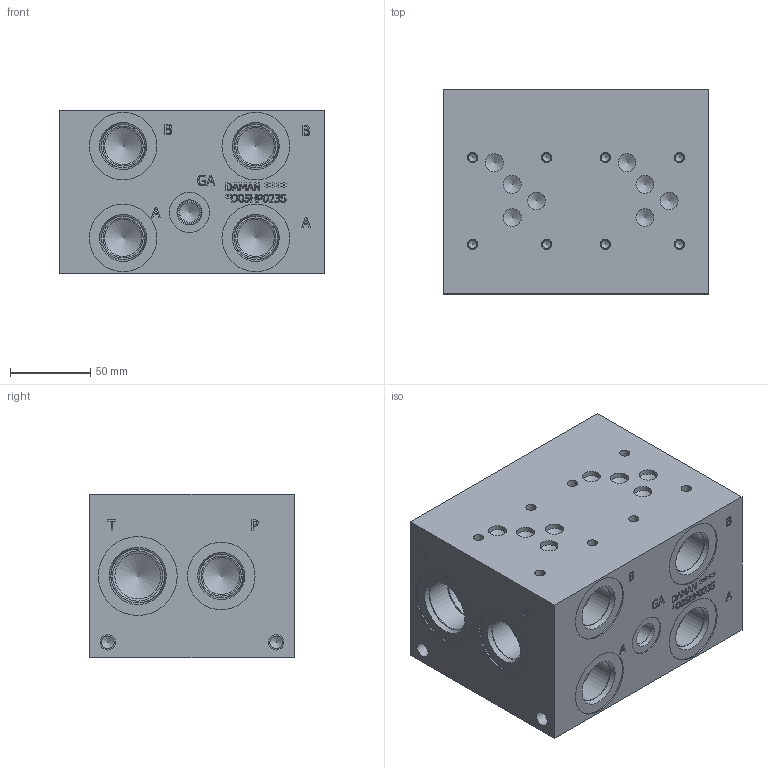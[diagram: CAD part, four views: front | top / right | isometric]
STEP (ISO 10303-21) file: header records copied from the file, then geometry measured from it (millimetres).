
FILE_DESCRIPTION(/* description */ (''),/* implementation_level */ '2;1');
FILE_NAME(/* name */ '_D05HP023S.stp',/* time_stamp */ '2020-03-25T16:31:26-04:00',/* author */ ('devonn'),/* organization */ (''),/* preprocessor_version */ 'ST-DEVELOPER v17',/* originating_system */ 'Autodesk Inventor 2019',/* authorisation */ '');
FILE_SCHEMA (('AUTOMOTIVE_DESIGN { 1 0 10303 214 3 1 1 }'));
Length unit declared in the file: millimetre
Products named in the file (1): Part_AD05HP023S_3D
Bounding box: 165.1 x 127 x 101.6 mm (x, y, z)
Volume: 1943682.6 mm3; surface area: 132555.1 mm2
Topology: 1 solids, 1 shells, 666 faces, 1816 edges, 1227 vertices
Faces by surface type: plane 365, bspline 165, cylinder 78, cone 58
Full cylindrical faces by diameter (mm): 5.105 x8, 6.35 x8, 7.925 x4, 9.525 x4, 11.113 x2, 11.125 x6, 12.294 x1, 12.9 x1, 14.275 x1, 14.529 x1, 23.012 x6, 24.917 x6, 25.019 x1, 26.99 x2, 27 x4, 27.432 x6, 28.575 x2, 31.267 x2, 33.34 x1, 33.35 x1, 33.757 x2, 35.509 x1, 42.037 x6, 49.124 x2
Entity records: 22307 total; most frequent: CARTESIAN_POINT 5826, ORIENTED_EDGE 3574, DIRECTION 2753, EDGE_CURVE 1787, VERTEX_POINT 1227, LINE 1165, VECTOR 1165, AXIS2_PLACEMENT_3D 794
